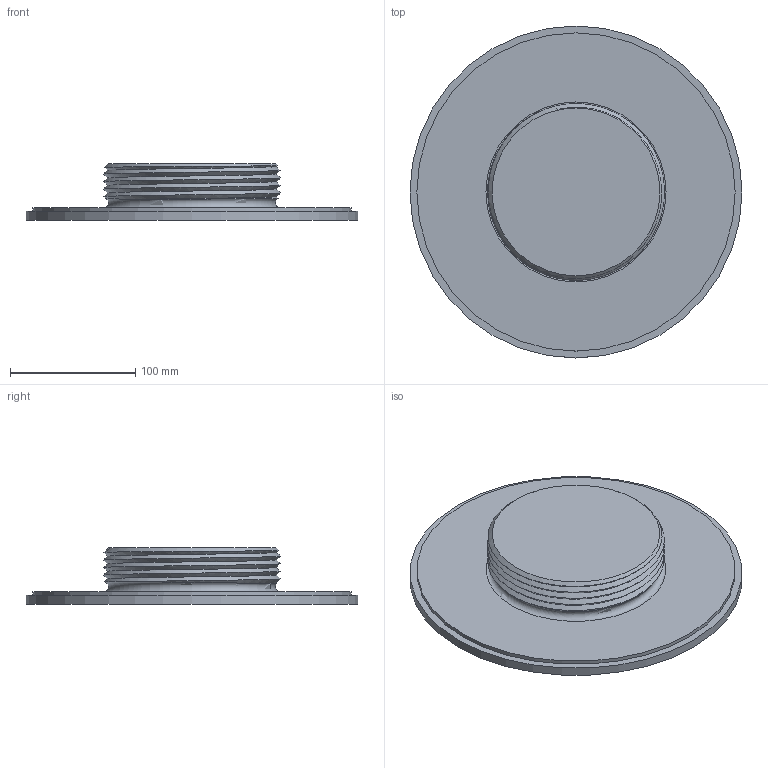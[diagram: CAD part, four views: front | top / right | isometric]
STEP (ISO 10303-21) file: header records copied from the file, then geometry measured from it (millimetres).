
FILE_DESCRIPTION(/* description */ (''),/* implementation_level */ '2;1');
FILE_NAME(/* name */ 'deckel.stp',/* time_stamp */ '2024-06-01T21:45:28+02:00',/* author */ ('z3Ro'),/* organization */ (''),/* preprocessor_version */ 'ST-DEVELOPER v18.1',/* originating_system */ 'Autodesk Inventor 2022',/* authorisation */ '');
FILE_SCHEMA (('AUTOMOTIVE_DESIGN { 1 0 10303 214 3 1 1 }'));
Length unit declared in the file: millimetre
Products named in the file (1): deckel
Bounding box: 265 x 265 x 45 mm (x, y, z)
Volume: 1054141.4 mm3; surface area: 139180 mm2
Topology: 1 solids, 1 shells, 14 faces, 24 edges, 16 vertices
Faces by surface type: plane 6, cylinder 4, bspline 2, torus 1, cone 1
Full cylindrical faces by diameter (mm): 5 x2, 254 x1, 265 x1
Entity records: 1870 total; most frequent: CARTESIAN_POINT 1567, DIRECTION 53, ORIENTED_EDGE 48, EDGE_CURVE 24, AXIS2_PLACEMENT_3D 24, EDGE_LOOP 18, VERTEX_POINT 16, FACE_OUTER_BOUND 14
